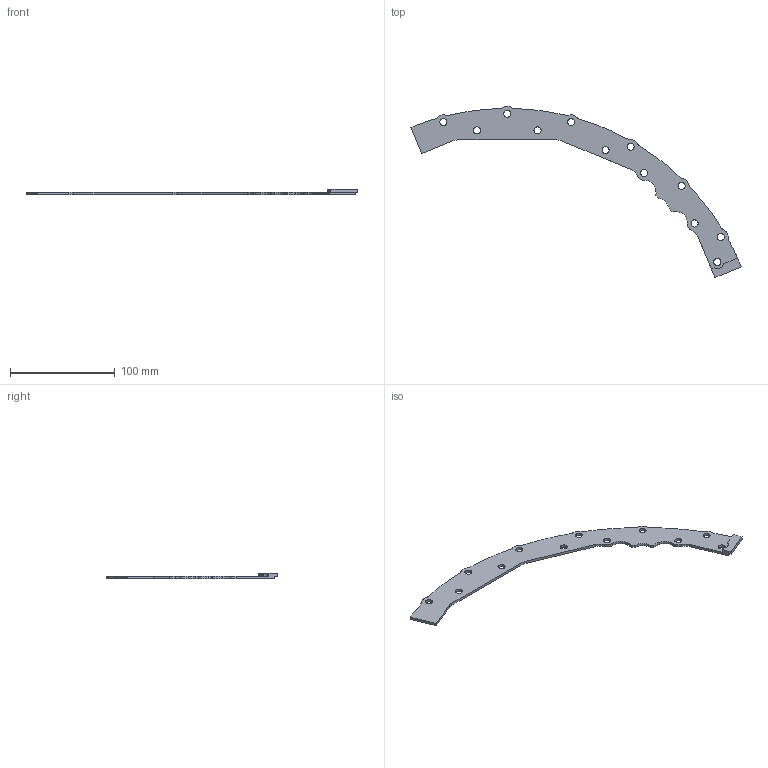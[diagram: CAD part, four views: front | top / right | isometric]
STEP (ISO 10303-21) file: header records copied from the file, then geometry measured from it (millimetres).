
FILE_DESCRIPTION((''),'2;1');
FILE_NAME('PP1_PST_SEAL_PLATE_NO_POCKET','2005-11-07T',('ericcan'),('Lawrence Berkeley National Lab'),'PRO/ENGINEER BY PARAMETRIC TECHNOLOGY CORPORATION, 2004280','PRO/ENGINEER BY PARAMETRIC TECHNOLOGY CORPORATION, 2004280','');
FILE_SCHEMA(('CONFIG_CONTROL_DESIGN'));
Length unit declared in the file: millimetre
Products named in the file (1): PP1_PST_SEAL_PLATE_NO_POCKET
Bounding box: 314.71 x 163.24 x 5.5 mm (x, y, z)
Volume: 23245.8 mm3; surface area: 21025.2 mm2
Topology: 1 solids, 1 shells, 76 faces, 222 edges, 148 vertices
Faces by surface type: cylinder 61, plane 15
Entity records: 2676 total; most frequent: DIRECTION 498, CARTESIAN_POINT 446, ORIENTED_EDGE 444, EDGE_CURVE 222, AXIS2_PLACEMENT_3D 200, VERTEX_POINT 148, CIRCLE 124, EDGE_LOOP 100
